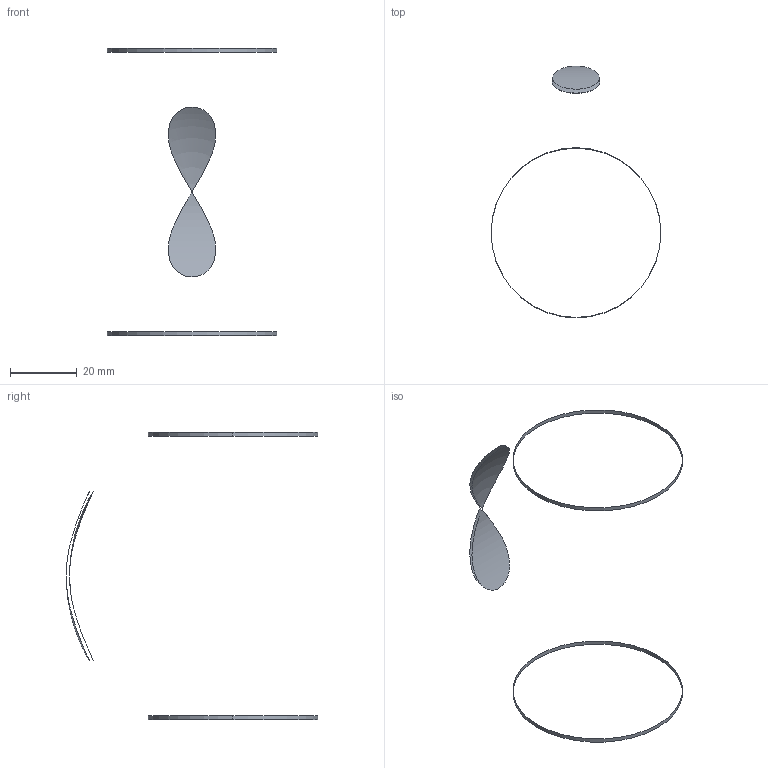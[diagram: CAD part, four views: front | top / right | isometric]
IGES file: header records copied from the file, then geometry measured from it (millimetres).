
Start section: SolidWorks IGES file using analytic representation for surfaces
Global section: file name: àðò. KRT314.IGS; native system: SolidWorks 2014; preprocessor: SolidWorks 2014; author: Àíäðåé; date: 140701.121741; units: millimetre
Bounding box: 50.9 x 75.45 x 86.08 mm (x, y, z)
Surface area: 61960.7 mm2 (no closed solid volume)
Topology: 0 solids, 0 shells, 8 faces, 278 edges, 276 vertices
Faces by surface type: revolution 8
